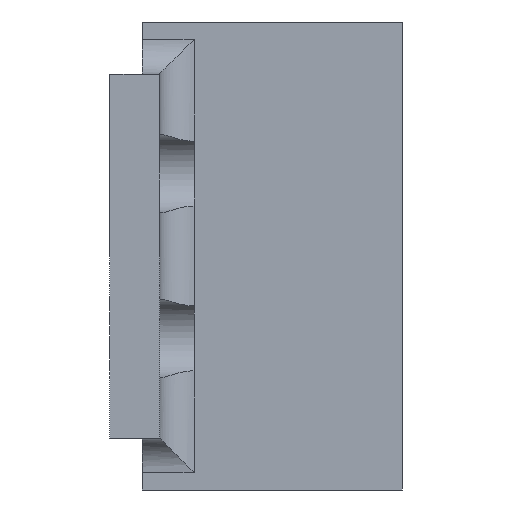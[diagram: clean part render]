
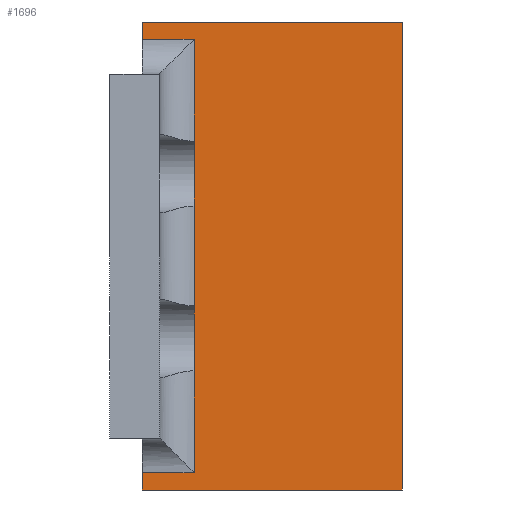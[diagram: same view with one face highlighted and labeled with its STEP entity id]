
A CAD part, left-side view. The second image highlights one B-rep face of the part: STEP entity #1696.
In plain terms, the highlighted planar face has unit normal (-1, 0, 0).
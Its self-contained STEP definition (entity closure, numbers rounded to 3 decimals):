
#1 = DIRECTION ( 'NONE',  ( 0., 0., -1. ) ) ;
#19 = DIRECTION ( 'NONE',  ( 1., 0., 0. ) ) ;
#26 = EDGE_CURVE ( 'NONE', #759, #2175, #537, .T. ) ;
#75 = CARTESIAN_POINT ( 'NONE',  ( -23.5, -7.5, 0. ) ) ;
#77 = CARTESIAN_POINT ( 'NONE',  ( -23.5, 7.5, 3. ) ) ;
#90 = LINE ( 'NONE', #1936, #1753 ) ;
#107 = VERTEX_POINT ( 'NONE', #738 ) ;
#114 = EDGE_CURVE ( 'NONE', #2162, #1693, #1760, .T. ) ;
#130 = EDGE_CURVE ( 'NONE', #1761, #1584, #565, .T. ) ;
#179 = ORIENTED_EDGE ( 'NONE', *, *, #2168, .T. ) ;
#188 = PLANE ( 'NONE',  #1616 ) ;
#196 = CARTESIAN_POINT ( 'NONE',  ( -23.5, 7.5, 27. ) ) ;
#271 = VERTEX_POINT ( 'NONE', #272 ) ;
#272 = CARTESIAN_POINT ( 'NONE',  ( -23.5, 4.5, 10.621 ) ) ;
#287 = DIRECTION ( 'NONE',  ( 0., 0., 1. ) ) ;
#300 = CARTESIAN_POINT ( 'NONE',  ( -23.5, 4.5, 3. ) ) ;
#316 = CARTESIAN_POINT ( 'NONE',  ( -23.5, 4.5, 3. ) ) ;
#335 = DIRECTION ( 'NONE',  ( 0., 0., -1. ) ) ;
#339 = LINE ( 'NONE', #77, #1435 ) ;
#343 = CARTESIAN_POINT ( 'NONE',  ( -23.5, 7.5, 26. ) ) ;
#350 = EDGE_CURVE ( 'NONE', #759, #271, #1805, .T. ) ;
#361 = CARTESIAN_POINT ( 'NONE',  ( -23.5, 4.5, 1. ) ) ;
#363 = VERTEX_POINT ( 'NONE', #1312 ) ;
#411 = VECTOR ( 'NONE', #1450, 1000. ) ;
#480 = ORIENTED_EDGE ( 'NONE', *, *, #130, .T. ) ;
#498 = VECTOR ( 'NONE', #1, 1000. ) ;
#505 = CARTESIAN_POINT ( 'NONE',  ( -23.5, 4.5, 16.379 ) ) ;
#537 = LINE ( 'NONE', #1878, #1827 ) ;
#541 = CARTESIAN_POINT ( 'NONE',  ( -23.5, 6.5, 26. ) ) ;
#565 = LINE ( 'NONE', #75, #1502 ) ;
#566 = ORIENTED_EDGE ( 'NONE', *, *, #114, .T. ) ;
#585 = ORIENTED_EDGE ( 'NONE', *, *, #1294, .F. ) ;
#656 = ORIENTED_EDGE ( 'NONE', *, *, #1401, .F. ) ;
#659 = EDGE_CURVE ( 'NONE', #2162, #1410, #1000, .T. ) ;
#669 = VECTOR ( 'NONE', #2085, 1000. ) ;
#694 = EDGE_CURVE ( 'NONE', #107, #363, #1464, .T. ) ;
#695 = DIRECTION ( 'NONE',  ( 0., 0., -1. ) ) ;
#712 = CARTESIAN_POINT ( 'NONE',  ( -23.5, 7.5, 0. ) ) ;
#715 = CARTESIAN_POINT ( 'NONE',  ( -23.5, 7.5, 3. ) ) ;
#730 = DIRECTION ( 'NONE',  ( 0., -1., 0. ) ) ;
#738 = CARTESIAN_POINT ( 'NONE',  ( -23.5, 4.5, 26. ) ) ;
#749 = DIRECTION ( 'NONE',  ( 0., -1., 0. ) ) ;
#759 = VERTEX_POINT ( 'NONE', #1978 ) ;
#795 = ORIENTED_EDGE ( 'NONE', *, *, #26, .T. ) ;
#841 = DIRECTION ( 'NONE',  ( 0., 0., -1. ) ) ;
#855 = CARTESIAN_POINT ( 'NONE',  ( -23.5, -7.5, 3. ) ) ;
#857 = LINE ( 'NONE', #979, #945 ) ;
#905 = VECTOR ( 'NONE', #956, 1000. ) ;
#923 = ORIENTED_EDGE ( 'NONE', *, *, #1062, .T. ) ;
#945 = VECTOR ( 'NONE', #2141, 1000. ) ;
#956 = DIRECTION ( 'NONE',  ( 0., -1., 0. ) ) ;
#979 = CARTESIAN_POINT ( 'NONE',  ( -23.5, 4.5, 3. ) ) ;
#1000 = LINE ( 'NONE', #1501, #905 ) ;
#1038 = EDGE_CURVE ( 'NONE', #2033, #1761, #339, .T. ) ;
#1042 = ORIENTED_EDGE ( 'NONE', *, *, #1659, .T. ) ;
#1058 = LINE ( 'NONE', #541, #1334 ) ;
#1062 = EDGE_CURVE ( 'NONE', #2175, #2033, #1236, .T. ) ;
#1141 = ORIENTED_EDGE ( 'NONE', *, *, #659, .F. ) ;
#1153 = CARTESIAN_POINT ( 'NONE',  ( -23.5, 4.5, 3. ) ) ;
#1236 = LINE ( 'NONE', #1398, #669 ) ;
#1294 = EDGE_CURVE ( 'NONE', #1410, #1584, #90, .T. ) ;
#1312 = CARTESIAN_POINT ( 'NONE',  ( -23.5, 4.5, 20.121 ) ) ;
#1334 = VECTOR ( 'NONE', #730, 1000. ) ;
#1352 = CARTESIAN_POINT ( 'NONE',  ( -23.5, -7.5, 27. ) ) ;
#1362 = VECTOR ( 'NONE', #287, 1000. ) ;
#1398 = CARTESIAN_POINT ( 'NONE',  ( -23.5, 7.5, 1. ) ) ;
#1401 = EDGE_CURVE ( 'NONE', #2149, #363, #857, .T. ) ;
#1410 = VERTEX_POINT ( 'NONE', #1352 ) ;
#1435 = VECTOR ( 'NONE', #1751, 1000. ) ;
#1450 = DIRECTION ( 'NONE',  ( 0., 0., -1. ) ) ;
#1464 = LINE ( 'NONE', #300, #411 ) ;
#1467 = CARTESIAN_POINT ( 'NONE',  ( -23.5, -7.5, 0. ) ) ;
#1501 = CARTESIAN_POINT ( 'NONE',  ( -23.5, 7.5, 27. ) ) ;
#1502 = VECTOR ( 'NONE', #749, 1000. ) ;
#1530 = EDGE_LOOP ( 'NONE', ( #566, #179, #1744, #656, #1042, #1536, #795, #923, #1652, #480, #585, #1141 ) ) ;
#1536 = ORIENTED_EDGE ( 'NONE', *, *, #350, .F. ) ;
#1584 = VERTEX_POINT ( 'NONE', #1467 ) ;
#1616 = AXIS2_PLACEMENT_3D ( 'NONE', #855, #19, #695 ) ;
#1652 = ORIENTED_EDGE ( 'NONE', *, *, #1038, .T. ) ;
#1659 = EDGE_CURVE ( 'NONE', #2149, #271, #2016, .T. ) ;
#1691 = FACE_OUTER_BOUND ( 'NONE', #1530, .T. ) ;
#1693 = VERTEX_POINT ( 'NONE', #343 ) ;
#1696 = ADVANCED_FACE ( 'NONE', ( #1691 ), #188, .F. ) ;
#1744 = ORIENTED_EDGE ( 'NONE', *, *, #694, .T. ) ;
#1751 = DIRECTION ( 'NONE',  ( 0., 0., -1. ) ) ;
#1753 = VECTOR ( 'NONE', #841, 1000. ) ;
#1760 = LINE ( 'NONE', #715, #1928 ) ;
#1761 = VERTEX_POINT ( 'NONE', #712 ) ;
#1805 = LINE ( 'NONE', #1153, #1362 ) ;
#1827 = VECTOR ( 'NONE', #335, 1000. ) ;
#1878 = CARTESIAN_POINT ( 'NONE',  ( -23.5, 4.5, 3. ) ) ;
#1928 = VECTOR ( 'NONE', #2092, 1000. ) ;
#1936 = CARTESIAN_POINT ( 'NONE',  ( -23.5, -7.5, 3. ) ) ;
#1978 = CARTESIAN_POINT ( 'NONE',  ( -23.5, 4.5, 6.879 ) ) ;
#2004 = CARTESIAN_POINT ( 'NONE',  ( -23.5, 7.5, 1. ) ) ;
#2016 = LINE ( 'NONE', #316, #498 ) ;
#2033 = VERTEX_POINT ( 'NONE', #2004 ) ;
#2085 = DIRECTION ( 'NONE',  ( 0., 1., 0. ) ) ;
#2092 = DIRECTION ( 'NONE',  ( 0., 0., -1. ) ) ;
#2141 = DIRECTION ( 'NONE',  ( 0., 0., 1. ) ) ;
#2149 = VERTEX_POINT ( 'NONE', #505 ) ;
#2162 = VERTEX_POINT ( 'NONE', #196 ) ;
#2168 = EDGE_CURVE ( 'NONE', #1693, #107, #1058, .T. ) ;
#2175 = VERTEX_POINT ( 'NONE', #361 ) ;
